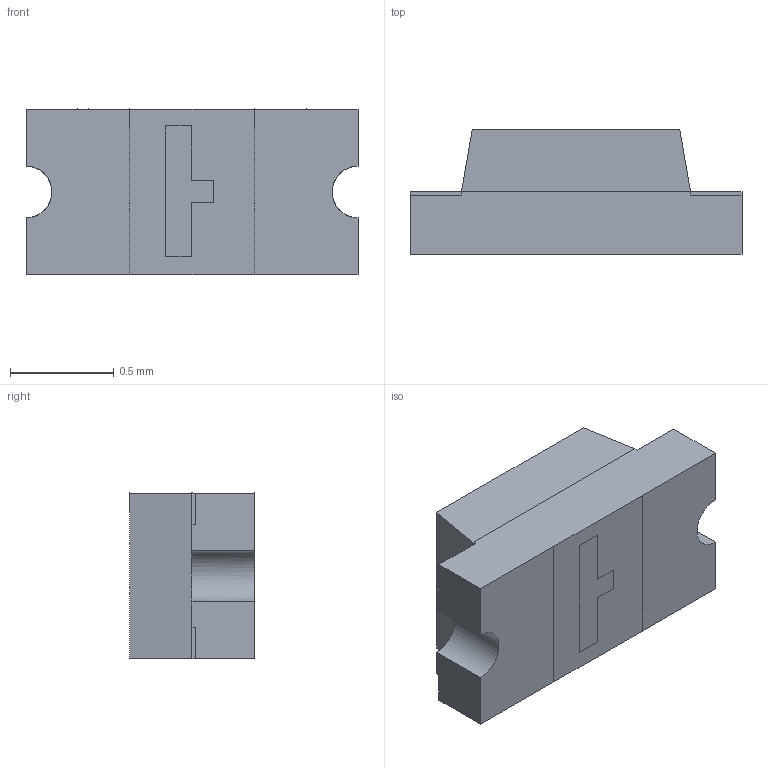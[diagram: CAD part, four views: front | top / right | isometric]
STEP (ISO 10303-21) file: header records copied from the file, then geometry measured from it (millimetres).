
FILE_DESCRIPTION (( 'STEP AP214' ), '1' );
FILE_NAME ('SML-LX0603YW-TR.STEP', '2024-06-18T05:53:15', ( '' ), ( '' ), 'SwSTEP 2.0', 'SolidWorks 2023', '' );
FILE_SCHEMA (( 'AUTOMOTIVE_DESIGN' ));
Length unit declared in the file: millimetre
Products named in the file (1): SML-LX0603YW-TR
Bounding box: 1.6 x 0.6 x 0.8 mm (x, y, z)
Volume: 0.6 mm3; surface area: 6.8 mm2
Topology: 2 solids, 2 shells, 32 faces, 96 edges, 70 vertices
Faces by surface type: plane 30, cylinder 2
Entity records: 1642 total; most frequent: CARTESIAN_POINT 415, ORIENTED_EDGE 192, DIRECTION 142, EDGE_CURVE 96, LINE 72, VECTOR 72, VERTEX_POINT 70, AXIS2_PLACEMENT_3D 35
